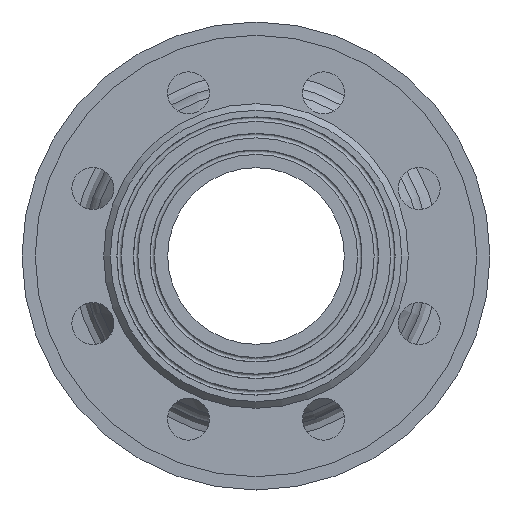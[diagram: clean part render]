
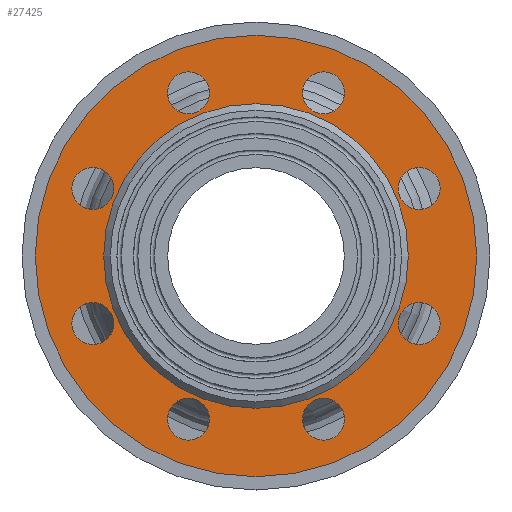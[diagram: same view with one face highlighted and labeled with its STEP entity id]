
A CAD part, front view. The second image highlights one B-rep face of the part: STEP entity #27425.
In plain terms, the highlighted planar face has unit normal (0, -1, 0).
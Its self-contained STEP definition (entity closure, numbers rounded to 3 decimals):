
#353=CARTESIAN_POINT('',(100.,3.,0.));
#354=VERTEX_POINT('',#353);
#355=CARTESIAN_POINT('',(0.,3.,0.0));
#356=DIRECTION('',(0.0,1.0,0.0));
#357=DIRECTION('',(-1.0,0.0,0.0));
#358=AXIS2_PLACEMENT_3D('',#355,#356,#357);
#359=CIRCLE('',#358,100.);
#360=EDGE_CURVE('',#354,#354,#359,.T.);
#392=CARTESIAN_POINT('',(69.,3.,0.));
#393=VERTEX_POINT('',#392);
#394=CARTESIAN_POINT('',(0.,3.,0.0));
#395=DIRECTION('',(0.0,1.0,0.0));
#396=DIRECTION('',(-1.0,0.0,0.0));
#397=AXIS2_PLACEMENT_3D('',#394,#395,#396);
#398=CIRCLE('',#397,69.);
#399=EDGE_CURVE('',#393,#393,#398,.T.);
#2063=CARTESIAN_POINT('',(83.41,3.,30.615));
#2064=VERTEX_POINT('',#2063);
#2065=CARTESIAN_POINT('',(73.91,3.,30.615));
#2066=DIRECTION('',(0.0,1.0,0.0));
#2067=DIRECTION('',(-1.0,0.0,0.0));
#2068=AXIS2_PLACEMENT_3D('',#2065,#2066,#2067);
#2069=CIRCLE('',#2068,9.5);
#2070=EDGE_CURVE('',#2064,#2064,#2069,.T.);
#2091=CARTESIAN_POINT('',(40.115,3.,73.91));
#2092=VERTEX_POINT('',#2091);
#2093=CARTESIAN_POINT('',(30.615,3.,73.91));
#2094=DIRECTION('',(0.0,1.0,0.0));
#2095=DIRECTION('',(-1.0,0.0,0.0));
#2096=AXIS2_PLACEMENT_3D('',#2093,#2094,#2095);
#2097=CIRCLE('',#2096,9.5);
#2098=EDGE_CURVE('',#2092,#2092,#2097,.T.);
#2119=CARTESIAN_POINT('',(-21.115,3.,73.91));
#2120=VERTEX_POINT('',#2119);
#2121=CARTESIAN_POINT('',(-30.615,3.,73.91));
#2122=DIRECTION('',(0.0,1.0,0.0));
#2123=DIRECTION('',(-1.0,0.0,0.0));
#2124=AXIS2_PLACEMENT_3D('',#2121,#2122,#2123);
#2125=CIRCLE('',#2124,9.5);
#2126=EDGE_CURVE('',#2120,#2120,#2125,.T.);
#2147=CARTESIAN_POINT('',(-64.41,3.,30.615));
#2148=VERTEX_POINT('',#2147);
#2149=CARTESIAN_POINT('',(-73.91,3.,30.615));
#2150=DIRECTION('',(0.0,1.0,0.0));
#2151=DIRECTION('',(-1.0,0.0,0.0));
#2152=AXIS2_PLACEMENT_3D('',#2149,#2150,#2151);
#2153=CIRCLE('',#2152,9.5);
#2154=EDGE_CURVE('',#2148,#2148,#2153,.T.);
#2175=CARTESIAN_POINT('',(-64.41,3.,-30.615));
#2176=VERTEX_POINT('',#2175);
#2177=CARTESIAN_POINT('',(-73.91,3.,-30.615));
#2178=DIRECTION('',(0.0,1.0,0.0));
#2179=DIRECTION('',(-1.0,0.0,0.0));
#2180=AXIS2_PLACEMENT_3D('',#2177,#2178,#2179);
#2181=CIRCLE('',#2180,9.5);
#2182=EDGE_CURVE('',#2176,#2176,#2181,.T.);
#2203=CARTESIAN_POINT('',(-21.115,3.,-73.91));
#2204=VERTEX_POINT('',#2203);
#2205=CARTESIAN_POINT('',(-30.615,3.,-73.91));
#2206=DIRECTION('',(0.0,1.0,0.0));
#2207=DIRECTION('',(-1.0,0.0,0.0));
#2208=AXIS2_PLACEMENT_3D('',#2205,#2206,#2207);
#2209=CIRCLE('',#2208,9.5);
#2210=EDGE_CURVE('',#2204,#2204,#2209,.T.);
#2231=CARTESIAN_POINT('',(40.115,3.,-73.91));
#2232=VERTEX_POINT('',#2231);
#2233=CARTESIAN_POINT('',(30.615,3.,-73.91));
#2234=DIRECTION('',(0.0,1.0,0.0));
#2235=DIRECTION('',(-1.0,0.0,0.0));
#2236=AXIS2_PLACEMENT_3D('',#2233,#2234,#2235);
#2237=CIRCLE('',#2236,9.5);
#2238=EDGE_CURVE('',#2232,#2232,#2237,.T.);
#2259=CARTESIAN_POINT('',(83.41,3.,-30.615));
#2260=VERTEX_POINT('',#2259);
#2261=CARTESIAN_POINT('',(73.91,3.,-30.615));
#2262=DIRECTION('',(0.0,1.0,0.0));
#2263=DIRECTION('',(-1.0,0.0,0.0));
#2264=AXIS2_PLACEMENT_3D('',#2261,#2262,#2263);
#2265=CIRCLE('',#2264,9.5);
#2266=EDGE_CURVE('',#2260,#2260,#2265,.T.);
#27390=CARTESIAN_POINT('',(-84.5,3.,0.0));
#27391=DIRECTION('',(0.0,-1.0,0.0));
#27392=DIRECTION('',(0.0,0.0,-1.0));
#27393=AXIS2_PLACEMENT_3D('',#27390,#27391,#27392);
#27394=PLANE('',#27393);
#27395=ORIENTED_EDGE('',*,*,#360,.F.);
#27396=EDGE_LOOP('',(#27395));
#27397=FACE_OUTER_BOUND('',#27396,.T.);
#27398=ORIENTED_EDGE('',*,*,#2266,.T.);
#27399=EDGE_LOOP('',(#27398));
#27400=FACE_BOUND('',#27399,.T.);
#27401=ORIENTED_EDGE('',*,*,#2238,.T.);
#27402=EDGE_LOOP('',(#27401));
#27403=FACE_BOUND('',#27402,.T.);
#27404=ORIENTED_EDGE('',*,*,#2210,.T.);
#27405=EDGE_LOOP('',(#27404));
#27406=FACE_BOUND('',#27405,.T.);
#27407=ORIENTED_EDGE('',*,*,#2182,.T.);
#27408=EDGE_LOOP('',(#27407));
#27409=FACE_BOUND('',#27408,.T.);
#27410=ORIENTED_EDGE('',*,*,#2154,.T.);
#27411=EDGE_LOOP('',(#27410));
#27412=FACE_BOUND('',#27411,.T.);
#27413=ORIENTED_EDGE('',*,*,#2126,.T.);
#27414=EDGE_LOOP('',(#27413));
#27415=FACE_BOUND('',#27414,.T.);
#27416=ORIENTED_EDGE('',*,*,#2098,.T.);
#27417=EDGE_LOOP('',(#27416));
#27418=FACE_BOUND('',#27417,.T.);
#27419=ORIENTED_EDGE('',*,*,#2070,.T.);
#27420=EDGE_LOOP('',(#27419));
#27421=FACE_BOUND('',#27420,.T.);
#27422=ORIENTED_EDGE('',*,*,#399,.T.);
#27423=EDGE_LOOP('',(#27422));
#27424=FACE_BOUND('',#27423,.T.);
#27425=ADVANCED_FACE('',(#27397,#27400,#27403,#27406,#27409,#27412,#27415,#27418,#27421,#27424),#27394,.T.);
